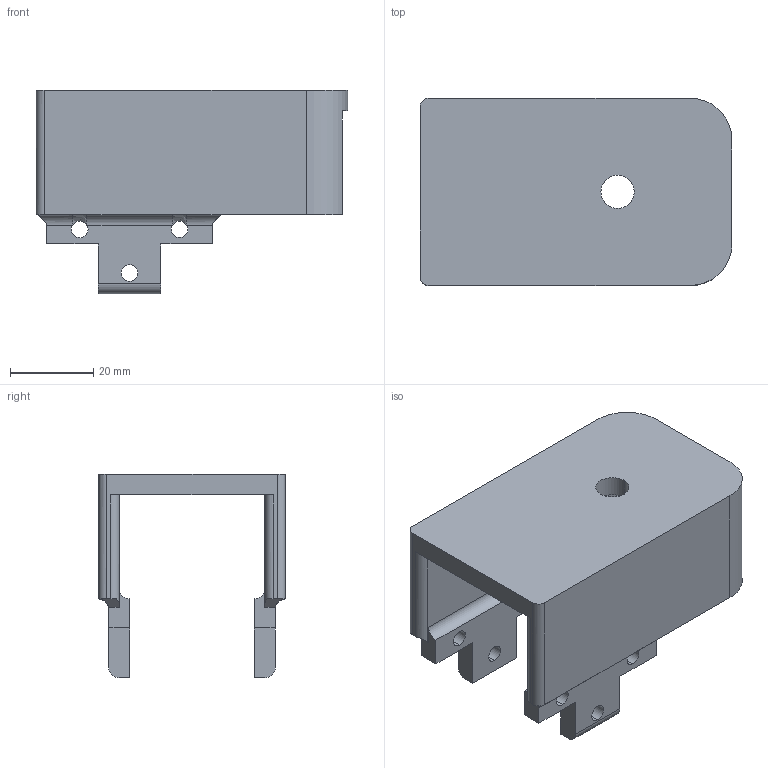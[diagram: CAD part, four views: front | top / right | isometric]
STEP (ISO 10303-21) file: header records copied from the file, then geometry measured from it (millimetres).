
FILE_DESCRIPTION (( 'STEP AP203' ), '1' );
FILE_NAME ('bracket_Default_sldprt.STEP', '2023-02-03T09:09:12', ( '' ), ( '' ), 'SwSTEP 2.0', 'SolidWorks 2020', '' );
FILE_SCHEMA (( 'CONFIG_CONTROL_DESIGN' ));
Length unit declared in the file: millimetre
Products named in the file (1): bracket_Default_sldprt
Bounding box: 75 x 45 x 49 mm (x, y, z)
Volume: 38521.9 mm3; surface area: 18100.4 mm2
Topology: 1 solids, 1 shells, 72 faces, 204 edges, 130 vertices
Faces by surface type: plane 38, cylinder 30, bspline 4
Entity records: 2723 total; most frequent: CARTESIAN_POINT 743, ORIENTED_EDGE 408, DIRECTION 398, EDGE_CURVE 204, AXIS2_PLACEMENT_3D 139, VERTEX_POINT 130, VECTOR 120, LINE 120
